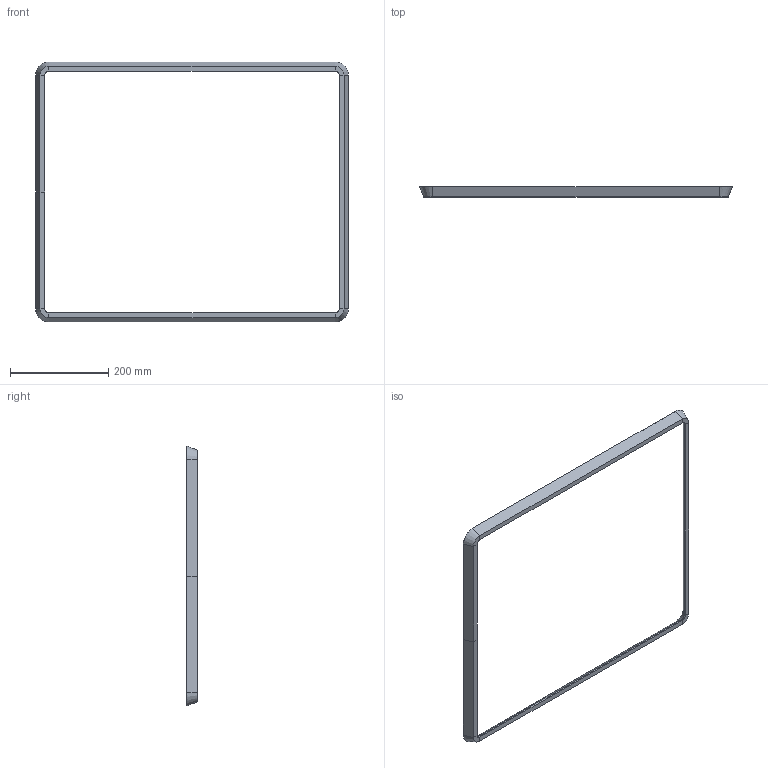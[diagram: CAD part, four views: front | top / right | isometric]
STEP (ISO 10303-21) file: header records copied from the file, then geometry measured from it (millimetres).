
FILE_DESCRIPTION (( 'STEP AP214' ), '1' );
FILE_NAME ('INGUN_107216.STEP', '2021-10-11T07:08:32', ( '' ), ( '' ), 'SwSTEP 2.0', 'SolidWorks 2018', '' );
FILE_SCHEMA (( 'AUTOMOTIVE_DESIGN' ));
Length unit declared in the file: millimetre
Products named in the file (2): 107216_einteilig~2_KUNDE<S>; INGUN_107216
Assembly tree (1 placements, depth 2):
  INGUN_107216
    107216_einteilig~2_KUNDE<S>
Bounding box: 636.05 x 21 x 529.05 mm (x, y, z)
Volume: 364085.4 mm3; surface area: 139388.9 mm2
Topology: 1 solids, 1 shells, 54 faces, 108 edges, 54 vertices
Faces by surface type: plane 33, cylinder 9, cone 8, torus 4
Entity records: 1403 total; most frequent: DIRECTION 257, CARTESIAN_POINT 220, ORIENTED_EDGE 216, EDGE_CURVE 108, AXIS2_PLACEMENT_3D 91, VECTOR 75, LINE 75, VERTEX_POINT 54
